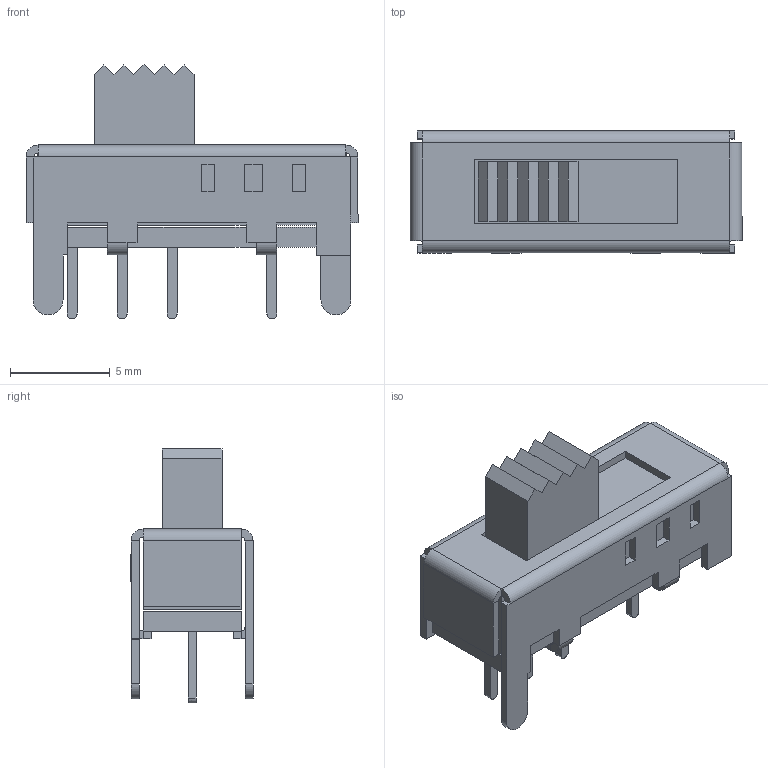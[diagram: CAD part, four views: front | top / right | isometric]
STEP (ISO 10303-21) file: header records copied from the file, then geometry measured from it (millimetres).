
FILE_DESCRIPTION (( 'STEP AP214' ), '1' );
FILE_NAME ('SW-TH_SS13E05LX.step', '2022-07-26T17:33:34', ( '' ), ( '' ), 'SwSTEP 2.0', 'SolidWorks 2020', '' );
FILE_SCHEMA (( 'AUTOMOTIVE_DESIGN' ));
Length unit declared in the file: millimetre
Products named in the file (1): SW-TH_SS13E05LX
Bounding box: 16.6 x 6.1 x 12.7 mm (x, y, z)
Volume: 503.8 mm3; surface area: 1028.4 mm2
Topology: 19 solids, 19 shells, 479 faces, 1228 edges, 796 vertices
Faces by surface type: plane 339, bspline 112, cylinder 28
Entity records: 20350 total; most frequent: CARTESIAN_POINT 4608, ORIENTED_EDGE 2456, DIRECTION 1792, EDGE_CURVE 1228, VECTOR 944, LINE 944, VERTEX_POINT 796, EDGE_LOOP 512
